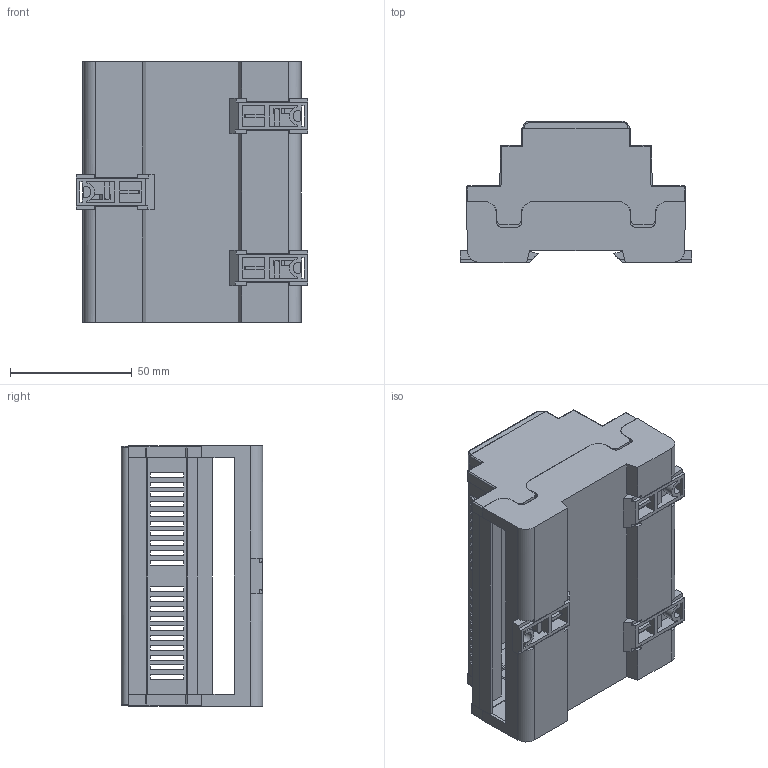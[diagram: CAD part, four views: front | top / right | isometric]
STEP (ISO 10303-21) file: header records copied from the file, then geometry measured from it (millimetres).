
FILE_DESCRIPTION (( 'STEP AP203' ), '1' );
FILE_NAME ('449-360-55.STEP', '2021-08-24T13:11:27', ( '' ), ( '' ), 'SwSTEP 2.0', 'SolidWorks 2018', '' );
FILE_SCHEMA (( 'CONFIG_CONTROL_DESIGN' ));
Length unit declared in the file: centimetre
Products named in the file (5): 044936056; 044900400_044900400; 044900300; 449-360-55; 044936001
Assembly tree (7 placements, depth 2):
  449-360-55
    044936056
    044936001
    044900300  x3
    044900400_044900400  x2
Bounding box: 95 x 58 x 107 mm (x, y, z)
Volume: 63857.5 mm3; surface area: 90350.1 mm2
Topology: 7 solids, 7 shells, 1173 faces, 3267 edges, 2136 vertices
Faces by surface type: plane 1029, cylinder 128, sphere 8, bspline 4, cone 4
Entity records: 29660 total; most frequent: CARTESIAN_POINT 5358, ORIENTED_EDGE 5090, DIRECTION 4551, EDGE_CURVE 2545, LINE 2297, VECTOR 2297, VERTEX_POINT 1670, AXIS2_PLACEMENT_3D 1127
